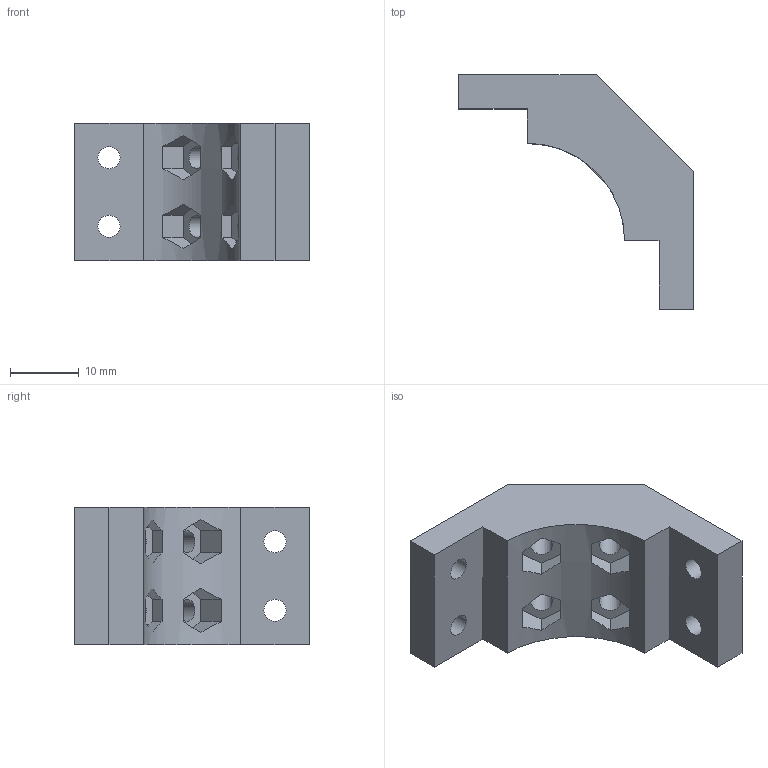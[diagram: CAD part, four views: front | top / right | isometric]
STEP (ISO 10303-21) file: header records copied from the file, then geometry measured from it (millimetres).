
FILE_DESCRIPTION(('FreeCAD Model'),'2;1');
FILE_NAME('Corner-1.step','2015-09-03T03:01:47',('Author'),(''), 'Open CASCADE STEP processor 6.8','FreeCAD','Unknown');
FILE_SCHEMA(('AUTOMOTIVE_DESIGN_CC2 { 1 2 10303 214 -1 1 5 4 }'));
Length unit declared in the file: millimetre
Products named in the file (1): Cut001
Bounding box: 34.14 x 34.14 x 20 mm (x, y, z)
Volume: 7781.1 mm3; surface area: 3916.9 mm2
Topology: 1 solids, 1 shells, 48 faces, 126 edges, 84 vertices
Faces by surface type: plane 39, cylinder 9
Full cylindrical faces by diameter (mm): 3.2 x8
Entity records: 3273 total; most frequent: CARTESIAN_POINT 691, DIRECTION 472, LINE 278, VECTOR 278, ORIENTED_EDGE 252, PCURVE 252, DEFINITIONAL_REPRESENTATION 252, EDGE_CURVE 126
